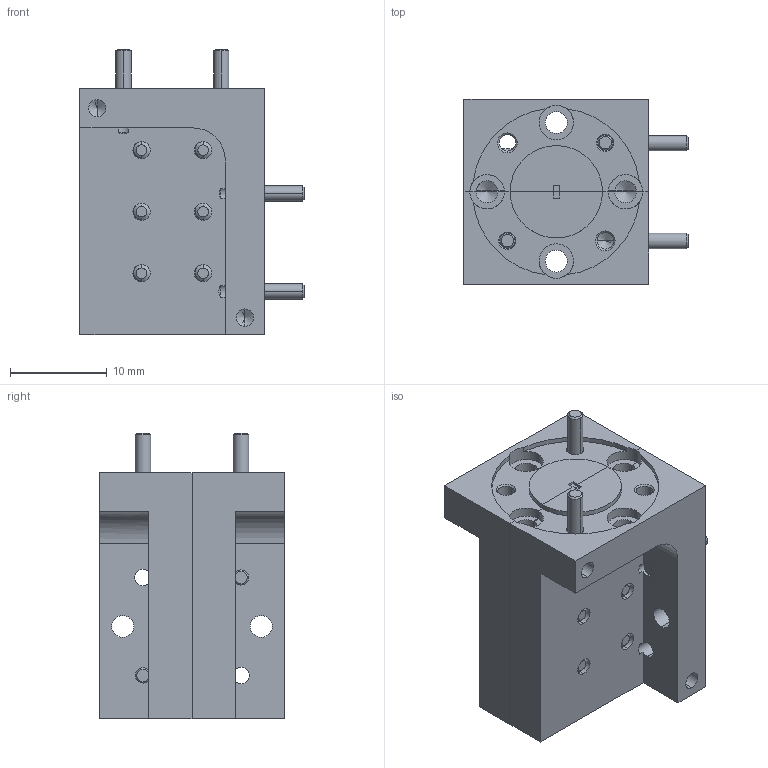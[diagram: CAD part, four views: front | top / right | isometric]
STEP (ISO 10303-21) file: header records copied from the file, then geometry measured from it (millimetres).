
FILE_DESCRIPTION (( 'STEP AP203' ), '1' );
FILE_NAME ('SFP-05210-S2.STEP', '2021-11-02T00:00:48', ( '' ), ( '' ), 'SwSTEP 2.0', 'SolidWorks 2021', '' );
FILE_SCHEMA (( 'CONFIG_CONTROL_DESIGN' ));
Length unit declared in the file: inch
Products named in the file (1): SFP-05210-S2
Bounding box: 23.11 x 19.05 x 29.46 mm (x, y, z)
Volume: 5479.8 mm3; surface area: 5413.2 mm2
Topology: 15 solids, 15 shells, 817 faces, 2182 edges, 1384 vertices
Faces by surface type: cylinder 492, cone 160, plane 153, bspline 12
Entity records: 33661 total; most frequent: CARTESIAN_POINT 15101, ORIENTED_EDGE 4308, DIRECTION 3528, EDGE_CURVE 2154, VERTEX_POINT 1384, AXIS2_PLACEMENT_3D 1319, LINE 890, VECTOR 890
